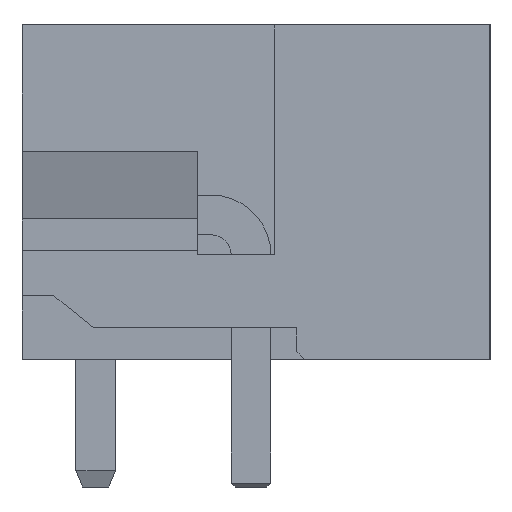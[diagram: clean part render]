
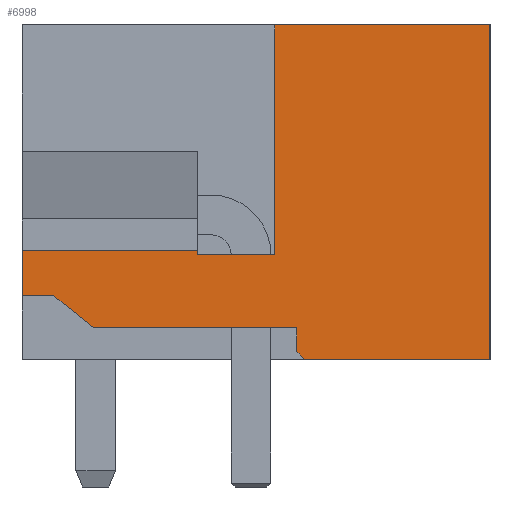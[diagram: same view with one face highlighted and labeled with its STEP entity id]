
A CAD part, left-side view. The second image highlights one B-rep face of the part: STEP entity #6998.
In plain terms, the highlighted planar face has unit normal (-1, 0, 0).
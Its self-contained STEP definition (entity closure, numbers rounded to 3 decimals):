
#6962=AXIS2_PLACEMENT_3D('Plane Axis2P3D',#6959,#6960,#6961) ;
#491=CARTESIAN_POINT('Vertex',(0.,0.,3.2)) ;
#494=CARTESIAN_POINT('Line Origine',(0.,2.325,3.2)) ;
#498=CARTESIAN_POINT('Vertex',(0.,4.65,3.2)) ;
#1085=CARTESIAN_POINT('Vertex',(0.,0.,11.6)) ;
#1088=CARTESIAN_POINT('Line Origine',(0.,0.,7.4)) ;
#2005=CARTESIAN_POINT('Vertex',(0.,5.4,11.6)) ;
#2008=CARTESIAN_POINT('Line Origine',(0.,2.7,11.6)) ;
#2164=CARTESIAN_POINT('Vertex',(0.,11.75,4.8)) ;
#2167=CARTESIAN_POINT('Line Origine',(0.,11.75,5.365)) ;
#2171=CARTESIAN_POINT('Vertex',(0.,11.75,5.93)) ;
#6477=CARTESIAN_POINT('Line Origine',(0.,11.35,4.8)) ;
#6481=CARTESIAN_POINT('Vertex',(0.,10.95,4.8)) ;
#6549=CARTESIAN_POINT('Line Origine',(0.,10.45,4.4)) ;
#6553=CARTESIAN_POINT('Vertex',(0.,9.95,4.)) ;
#6573=CARTESIAN_POINT('Line Origine',(0.,4.75,3.3)) ;
#6577=CARTESIAN_POINT('Vertex',(0.,4.85,3.4)) ;
#6597=CARTESIAN_POINT('Line Origine',(0.,4.85,3.7)) ;
#6601=CARTESIAN_POINT('Vertex',(0.,4.85,4.)) ;
#6621=CARTESIAN_POINT('Line Origine',(0.,7.4,4.)) ;
#6644=CARTESIAN_POINT('Vertex',(0.,7.35,5.93)) ;
#6652=CARTESIAN_POINT('Line Origine',(0.,9.55,5.93)) ;
#6959=CARTESIAN_POINT('Axis2P3D Location',(0.,0.,0.)) ;
#6964=CARTESIAN_POINT('Line Origine',(0.,5.4,8.715)) ;
#6968=CARTESIAN_POINT('Vertex',(0.,5.4,5.83)) ;
#6971=CARTESIAN_POINT('Line Origine',(0.,6.375,5.83)) ;
#6975=CARTESIAN_POINT('Vertex',(0.,7.35,5.83)) ;
#6978=CARTESIAN_POINT('Line Origine',(0.,7.35,5.88)) ;
#495=DIRECTION('Vector Direction',(0.,1.,0.)) ;
#1089=DIRECTION('Vector Direction',(0.,0.,1.)) ;
#2009=DIRECTION('Vector Direction',(0.,-1.,0.)) ;
#2168=DIRECTION('Vector Direction',(0.,0.,-1.)) ;
#6478=DIRECTION('Vector Direction',(0.,-1.,0.)) ;
#6550=DIRECTION('Vector Direction',(0.,-0.781,-0.625)) ;
#6574=DIRECTION('Vector Direction',(0.,-0.707,-0.707)) ;
#6598=DIRECTION('Vector Direction',(0.,0.,-1.)) ;
#6622=DIRECTION('Vector Direction',(0.,-1.,0.)) ;
#6653=DIRECTION('Vector Direction',(0.,1.,0.)) ;
#6960=DIRECTION('Axis2P3D Direction',(-1.,0.,0.)) ;
#6961=DIRECTION('Axis2P3D XDirection',(0.,-1.,0.)) ;
#6965=DIRECTION('Vector Direction',(0.,0.,-1.)) ;
#6972=DIRECTION('Vector Direction',(0.,1.,0.)) ;
#6979=DIRECTION('Vector Direction',(0.,0.,-1.)) ;
#496=VECTOR('Line Direction',#495,1.) ;
#1090=VECTOR('Line Direction',#1089,1.) ;
#2010=VECTOR('Line Direction',#2009,1.) ;
#2169=VECTOR('Line Direction',#2168,1.) ;
#6479=VECTOR('Line Direction',#6478,1.) ;
#6551=VECTOR('Line Direction',#6550,1.) ;
#6575=VECTOR('Line Direction',#6574,1.) ;
#6599=VECTOR('Line Direction',#6598,1.) ;
#6623=VECTOR('Line Direction',#6622,1.) ;
#6654=VECTOR('Line Direction',#6653,1.) ;
#6966=VECTOR('Line Direction',#6965,1.) ;
#6973=VECTOR('Line Direction',#6972,1.) ;
#6980=VECTOR('Line Direction',#6979,1.) ;
#6984=ORIENTED_EDGE('',*,*,#6656,.T.) ;
#6985=ORIENTED_EDGE('',*,*,#2173,.T.) ;
#6986=ORIENTED_EDGE('',*,*,#6483,.F.) ;
#6987=ORIENTED_EDGE('',*,*,#6555,.F.) ;
#6988=ORIENTED_EDGE('',*,*,#6625,.F.) ;
#6989=ORIENTED_EDGE('',*,*,#6603,.F.) ;
#6990=ORIENTED_EDGE('',*,*,#6579,.F.) ;
#6991=ORIENTED_EDGE('',*,*,#500,.T.) ;
#6992=ORIENTED_EDGE('',*,*,#1092,.T.) ;
#6993=ORIENTED_EDGE('',*,*,#2012,.T.) ;
#6994=ORIENTED_EDGE('',*,*,#6970,.T.) ;
#6995=ORIENTED_EDGE('',*,*,#6977,.T.) ;
#6996=ORIENTED_EDGE('',*,*,#6982,.F.) ;
#6998=ADVANCED_FACE('HOUSING',(#6997),#6963,.T.) ;
#500=EDGE_CURVE('',#499,#492,#497,.F.) ;
#1092=EDGE_CURVE('',#492,#1086,#1091,.T.) ;
#2012=EDGE_CURVE('',#1086,#2006,#2011,.F.) ;
#2173=EDGE_CURVE('',#2172,#2165,#2170,.T.) ;
#6483=EDGE_CURVE('',#6482,#2165,#6480,.F.) ;
#6555=EDGE_CURVE('',#6554,#6482,#6552,.F.) ;
#6579=EDGE_CURVE('',#499,#6578,#6576,.F.) ;
#6603=EDGE_CURVE('',#6578,#6602,#6600,.F.) ;
#6625=EDGE_CURVE('',#6602,#6554,#6624,.F.) ;
#6656=EDGE_CURVE('',#6645,#2172,#6655,.T.) ;
#6970=EDGE_CURVE('',#2006,#6969,#6967,.T.) ;
#6977=EDGE_CURVE('',#6969,#6976,#6974,.T.) ;
#6982=EDGE_CURVE('',#6645,#6976,#6981,.T.) ;
#6983=EDGE_LOOP('',(#6984,#6985,#6986,#6987,#6988,#6989,#6990,#6991,#6992,#6993,#6994,#6995,#6996)) ;
#6997=FACE_OUTER_BOUND('',#6983,.T.) ;
#497=LINE('Line',#494,#496) ;
#1091=LINE('Line',#1088,#1090) ;
#2011=LINE('Line',#2008,#2010) ;
#2170=LINE('Line',#2167,#2169) ;
#6480=LINE('Line',#6477,#6479) ;
#6552=LINE('Line',#6549,#6551) ;
#6576=LINE('Line',#6573,#6575) ;
#6600=LINE('Line',#6597,#6599) ;
#6624=LINE('Line',#6621,#6623) ;
#6655=LINE('Line',#6652,#6654) ;
#6967=LINE('Line',#6964,#6966) ;
#6974=LINE('Line',#6971,#6973) ;
#6981=LINE('Line',#6978,#6980) ;
#6963=PLANE('',#6962) ;
#492=VERTEX_POINT('',#491) ;
#499=VERTEX_POINT('',#498) ;
#1086=VERTEX_POINT('',#1085) ;
#2006=VERTEX_POINT('',#2005) ;
#2165=VERTEX_POINT('',#2164) ;
#2172=VERTEX_POINT('',#2171) ;
#6482=VERTEX_POINT('',#6481) ;
#6554=VERTEX_POINT('',#6553) ;
#6578=VERTEX_POINT('',#6577) ;
#6602=VERTEX_POINT('',#6601) ;
#6645=VERTEX_POINT('',#6644) ;
#6969=VERTEX_POINT('',#6968) ;
#6976=VERTEX_POINT('',#6975) ;
